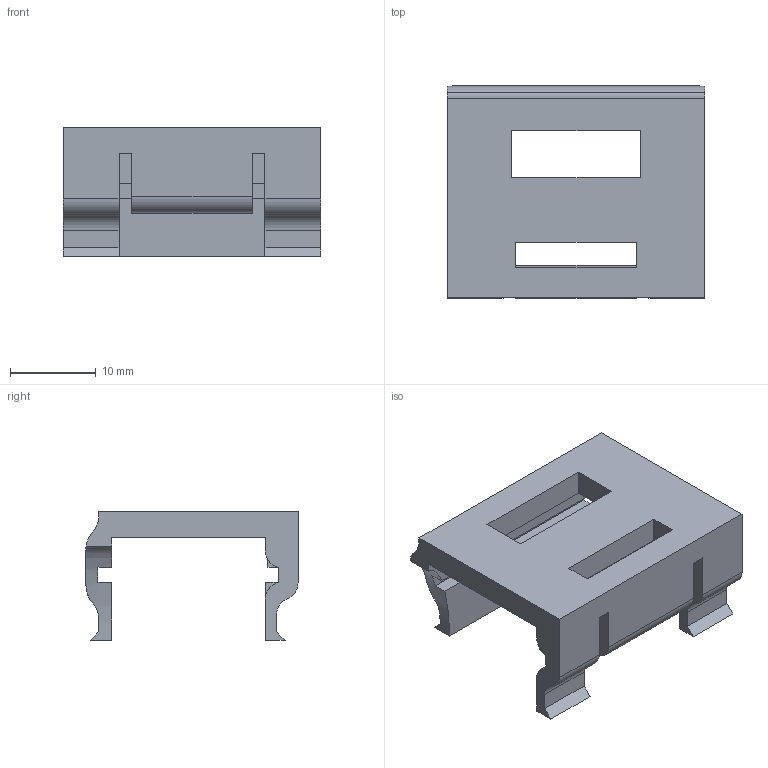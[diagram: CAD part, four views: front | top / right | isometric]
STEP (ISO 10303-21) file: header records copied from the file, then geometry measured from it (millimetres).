
FILE_DESCRIPTION(/* description */ (''),/* implementation_level */ '2;1');
FILE_NAME(/* name */ 'Hook.step',/* time_stamp */ '2020-02-23T10:06:57+01:00',/* author */ (''),/* organization */ (''),/* preprocessor_version */ 'ST-DEVELOPER v18',/* originating_system */ 'Autodesk Translation Framework v8.12.0.6',/* authorisation */ '');
FILE_SCHEMA (('AUTOMOTIVE_DESIGN { 1 0 10303 214 3 1 1 }'));
Length unit declared in the file: millimetre
Products named in the file (1): Hook
Bounding box: 30 x 24.7 x 15 mm (x, y, z)
Volume: 3124.8 mm3; surface area: 3190.4 mm2
Topology: 1 solids, 1 shells, 62 faces, 181 edges, 120 vertices
Faces by surface type: plane 47, cylinder 13, bspline 2
Entity records: 2104 total; most frequent: CARTESIAN_POINT 404, ORIENTED_EDGE 362, DIRECTION 331, EDGE_CURVE 181, LINE 141, VECTOR 141, VERTEX_POINT 120, AXIS2_PLACEMENT_3D 95
